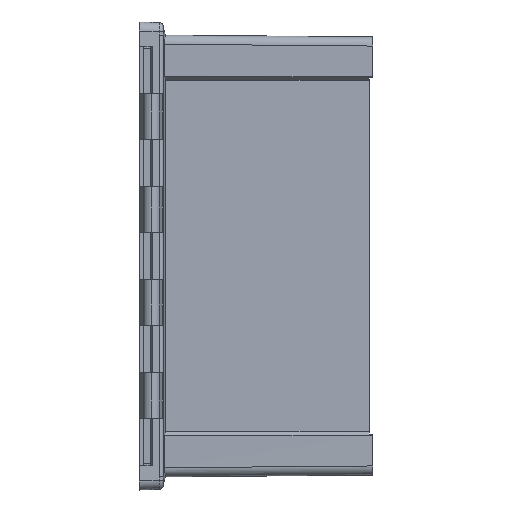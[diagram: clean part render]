
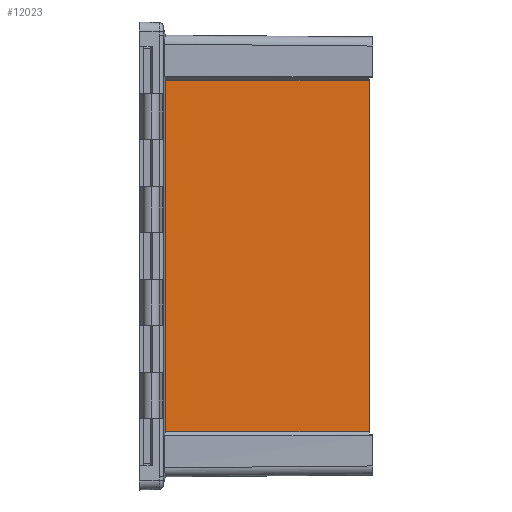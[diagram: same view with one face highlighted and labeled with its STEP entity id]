
A CAD part, left-side view. The second image highlights one B-rep face of the part: STEP entity #12023.
In plain terms, the highlighted planar face has unit normal (-1, -0.009, 0).
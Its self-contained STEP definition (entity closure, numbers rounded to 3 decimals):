
#2916=DIRECTION('',(0.,0.,1.));
#2917=VECTOR('',#2916,211.806);
#2918=CARTESIAN_POINT('',(-105.451,-15.713,
-105.903));
#2919=LINE('',#2918,#2917);
#2950=DIRECTION('',(-0.009,1.,0.001));
#2951=VECTOR('',#2950,122.792);
#2952=CARTESIAN_POINT('',(-104.38,-138.5,105.79));
#2953=LINE('',#2952,#2951);
#2954=DIRECTION('',(0.,0.,1.));
#2955=VECTOR('',#2954,211.581);
#2956=CARTESIAN_POINT('',(-104.38,-138.5,-105.79));
#2957=LINE('',#2956,#2955);
#2958=DIRECTION('',(0.009,-1.,0.001));
#2959=VECTOR('',#2958,122.792);
#2960=CARTESIAN_POINT('',(-105.451,-15.713,
-105.903));
#2961=LINE('',#2960,#2959);
#6577=CARTESIAN_POINT('',(-104.38,-138.5,105.79));
#6578=VERTEX_POINT('',#6577);
#6579=CARTESIAN_POINT('',(-104.38,-138.5,-105.79));
#6580=VERTEX_POINT('',#6579);
#7250=CARTESIAN_POINT('',(-105.451,-15.713,
105.903));
#7251=VERTEX_POINT('',#7250);
#7252=CARTESIAN_POINT('',(-105.451,-15.713,
-105.903));
#7253=VERTEX_POINT('',#7252);
#12011=CARTESIAN_POINT('',(-104.916,-77.107,0.));
#12012=DIRECTION('',(1.,0.009,0.));
#12013=DIRECTION('',(0.009,-1.,0.));
#12014=AXIS2_PLACEMENT_3D('',#12011,#12012,#12013);
#12015=PLANE('',#12014);
#12016=ORIENTED_EDGE('',*,*,#11981,.F.);
#12017=ORIENTED_EDGE('',*,*,#11245,.F.);
#12019=ORIENTED_EDGE('',*,*,#12018,.F.);
#12020=ORIENTED_EDGE('',*,*,#11991,.T.);
#12021=EDGE_LOOP('',(#12016,#12017,#12019,#12020));
#12022=FACE_OUTER_BOUND('',#12021,.F.);
#12023=ADVANCED_FACE('',(#12022),#12015,.F.);
#11245=EDGE_CURVE('',#6580,#6578,#2957,.T.);
#11981=EDGE_CURVE('',#6578,#7251,#2953,.T.);
#11991=EDGE_CURVE('',#7253,#7251,#2919,.T.);
#12018=EDGE_CURVE('',#7253,#6580,#2961,.T.);
